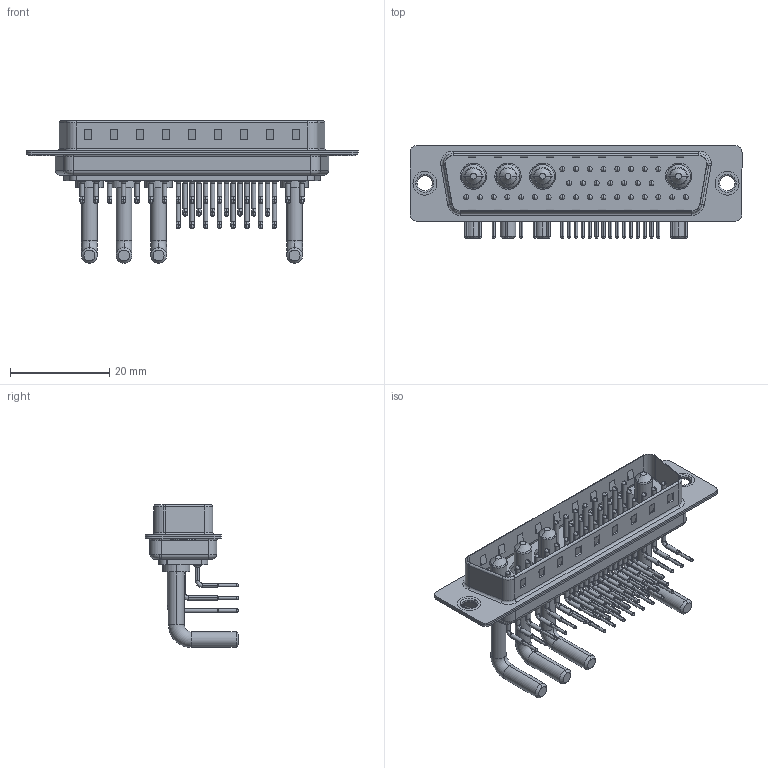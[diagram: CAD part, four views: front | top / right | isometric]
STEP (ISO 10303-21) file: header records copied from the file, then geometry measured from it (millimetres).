
FILE_DESCRIPTION (( 'STEP AP203' ), '1' );
FILE_NAME ('629-36W4650-3N1.STEP', '2022-05-18T09:44:09', ( '' ), ( '' ), 'SwSTEP 2.0', 'SolidWorks 2020', '' );
FILE_SCHEMA (( 'CONFIG_CONTROL_DESIGN' ));
Length unit declared in the file: millimetre
Products named in the file (9): 629-36W4650-3N1; 629Combo Contact Row 3; 629Combo Shell Front_50 Contacts; 629Combo Thru Hole Rivet; 629Combo Contact Row 1_50 Contacts; 629Combo Contact Row 2_50 Contacts; 629Combo Shell Rear_50 Contacts; 629Combo Housing_36W4; Power Pin_Ext 30A RA 50
Assembly tree (41 placements, depth 2):
  629-36W4650-3N1
    629Combo Housing_36W4
    629Combo Shell Rear_50 Contacts
    629Combo Shell Front_50 Contacts
    629Combo Thru Hole Rivet  x2
    Power Pin_Ext 30A RA 50  x4
    629Combo Contact Row 1_50 Contacts  x8
    629Combo Contact Row 2_50 Contacts  x7
    629Combo Contact Row 3  x17
Bounding box: 67 x 18.8 x 28.83 mm (x, y, z)
Volume: 5719.2 mm3; surface area: 12648.3 mm2
Topology: 45 solids, 45 shells, 4078 faces, 11279 edges, 7314 vertices
Faces by surface type: plane 2291, cylinder 1361, bspline 196, cone 156, torus 74
Entity records: 32375 total; most frequent: CARTESIAN_POINT 5532, DIRECTION 5494, ORIENTED_EDGE 5006, EDGE_CURVE 2503, AXIS2_PLACEMENT_3D 1999, VERTEX_POINT 1622, LINE 1496, VECTOR 1496
